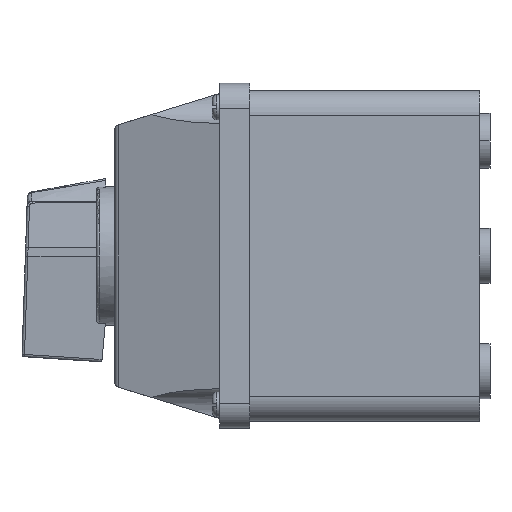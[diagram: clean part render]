
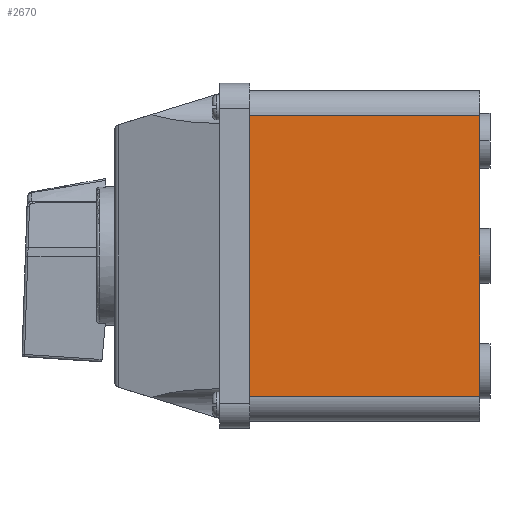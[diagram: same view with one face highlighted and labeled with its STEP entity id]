
A CAD part, left-side view. The second image highlights one B-rep face of the part: STEP entity #2670.
In plain terms, the highlighted planar face has unit normal (-1, 0, 0).
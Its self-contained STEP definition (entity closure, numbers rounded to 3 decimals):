
#503=CARTESIAN_POINT('',(-33.724,-47.6,28.));
#504=VERTEX_POINT('',#503);
#521=CARTESIAN_POINT('',(-33.724,-47.6,-28.));
#522=VERTEX_POINT('',#521);
#523=CARTESIAN_POINT('',(-33.724,-47.6,-28.));
#524=CARTESIAN_POINT('',(-33.724,-47.6,-9.333));
#525=CARTESIAN_POINT('',(-33.724,-47.6,9.333));
#526=CARTESIAN_POINT('',(-33.724,-47.6,28.));
#527=B_SPLINE_CURVE_WITH_KNOTS('',3,(#523,#524,#525,#526),.UNSPECIFIED.,.F.,.F.,(4,4),(0.,56.),.UNSPECIFIED.);
#528=EDGE_CURVE('',#522,#504,#527,.T.);
#1822=CARTESIAN_POINT('',(-33.724,-1.6,-28.));
#1823=VERTEX_POINT('',#1822);
#1840=CARTESIAN_POINT('',(-33.724,-1.6,28.));
#1841=VERTEX_POINT('',#1840);
#1842=CARTESIAN_POINT('',(-33.724,-1.6,-28.));
#1843=CARTESIAN_POINT('',(-33.724,-1.6,-9.333));
#1844=CARTESIAN_POINT('',(-33.724,-1.6,9.333));
#1845=CARTESIAN_POINT('',(-33.724,-1.6,28.));
#1846=B_SPLINE_CURVE_WITH_KNOTS('',3,(#1842,#1843,#1844,#1845),.UNSPECIFIED.,.F.,.F.,(4,4),(0.,56.),.UNSPECIFIED.);
#1847=EDGE_CURVE('',#1823,#1841,#1846,.T.);
#2641=CARTESIAN_POINT('',(-33.724,-1.6,-28.));
#2642=CARTESIAN_POINT('',(-33.724,-16.933,-28.));
#2643=CARTESIAN_POINT('',(-33.724,-32.267,-28.));
#2644=CARTESIAN_POINT('',(-33.724,-47.6,-28.));
#2645=B_SPLINE_CURVE_WITH_KNOTS('',3,(#2641,#2642,#2643,#2644),.UNSPECIFIED.,.F.,.F.,(4,4),(0.,46.),.UNSPECIFIED.);
#2646=EDGE_CURVE('',#1823,#522,#2645,.T.);
#2653=CARTESIAN_POINT('',(-33.724,-1.6,28.));
#2654=DIRECTION('',(1.,0.,0.));
#2655=DIRECTION('',(0.,0.,-1.));
#2656=AXIS2_PLACEMENT_3D('',#2653,#2654,#2655);
#2657=PLANE('',#2656);
#2658=ORIENTED_EDGE('',*,*,#528,.T.);
#2659=CARTESIAN_POINT('',(-33.724,-1.6,28.));
#2660=CARTESIAN_POINT('',(-33.724,-16.933,28.));
#2661=CARTESIAN_POINT('',(-33.724,-32.267,28.));
#2662=CARTESIAN_POINT('',(-33.724,-47.6,28.));
#2663=B_SPLINE_CURVE_WITH_KNOTS('',3,(#2659,#2660,#2661,#2662),.UNSPECIFIED.,.F.,.F.,(4,4),(0.,46.),.UNSPECIFIED.);
#2664=EDGE_CURVE('',#1841,#504,#2663,.T.);
#2665=ORIENTED_EDGE('',*,*,#2664,.F.);
#2666=ORIENTED_EDGE('',*,*,#1847,.F.);
#2667=ORIENTED_EDGE('',*,*,#2646,.T.);
#2668=EDGE_LOOP('',(#2658,#2665,#2666,#2667));
#2669=FACE_BOUND('',#2668,.T.);
#2670=ADVANCED_FACE('',(#2669),#2657,.F.);
